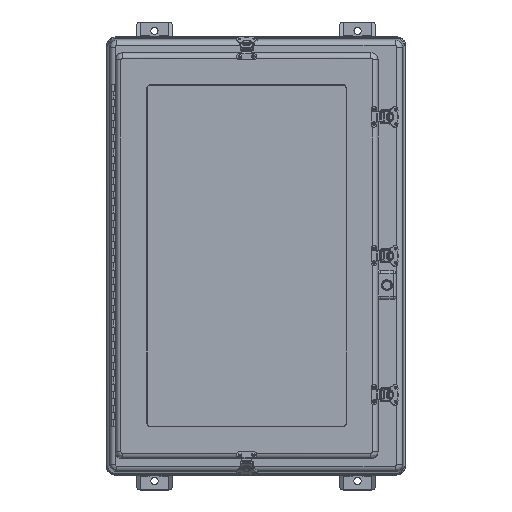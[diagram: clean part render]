
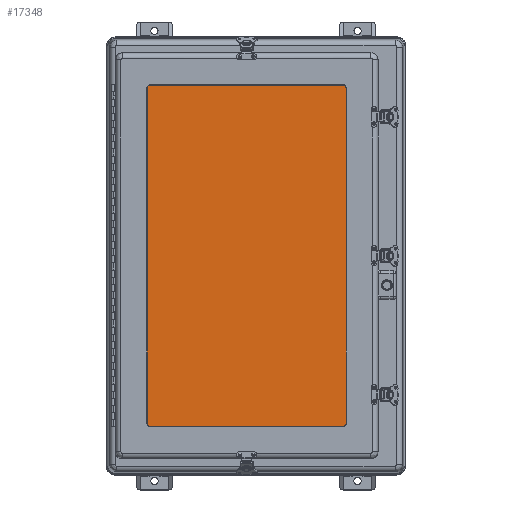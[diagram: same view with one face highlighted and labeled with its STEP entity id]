
A CAD part, top view. The second image highlights one B-rep face of the part: STEP entity #17348.
In plain terms, the highlighted planar face has unit normal (0, 0, 1).
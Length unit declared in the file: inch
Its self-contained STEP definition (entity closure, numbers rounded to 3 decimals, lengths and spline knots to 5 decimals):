
#1675=LINE($,#32924,#3007);
#1679=LINE($,#32933,#3011);
#1694=LINE($,#32974,#3026);
#1696=LINE($,#32981,#3028);
#3007=VECTOR($,#23238,23.5);
#3011=VECTOR($,#23248,13.5);
#3026=VECTOR($,#23295,23.5);
#3028=VECTOR($,#23303,13.5);
#3655=PLANE($,#18995);
#4859=FACE_OUTER_BOUND($,#6163,.T.);
#6163=EDGE_LOOP($,(#14927,#14928,#14929,#14930,#14931,#14932,#14933,#14934));
#7102=CIRCLE($,#18972,0.23);
#7103=CIRCLE($,#18975,0.23);
#7108=CIRCLE($,#18991,0.23);
#7109=CIRCLE($,#18994,0.23);
#8579=VERTEX_POINT($,#32921);
#8580=VERTEX_POINT($,#32923);
#8581=VERTEX_POINT($,#32927);
#8582=VERTEX_POINT($,#32931);
#8583=VERTEX_POINT($,#32935);
#8592=VERTEX_POINT($,#32972);
#8593=VERTEX_POINT($,#32976);
#8594=VERTEX_POINT($,#32980);
#10744=EDGE_CURVE($,#8579,#8580,#1675,.T.);
#10747=EDGE_CURVE($,#8581,#8579,#7102,.T.);
#10749=EDGE_CURVE($,#8582,#8581,#1679,.T.);
#10751=EDGE_CURVE($,#8583,#8582,#7103,.T.);
#10769=EDGE_CURVE($,#8592,#8583,#1694,.T.);
#10770=EDGE_CURVE($,#8580,#8593,#7108,.T.);
#10772=EDGE_CURVE($,#8593,#8594,#1696,.T.);
#10774=EDGE_CURVE($,#8594,#8592,#7109,.T.);
#14927=ORIENTED_EDGE($,*,*,#10769,.F.);
#14928=ORIENTED_EDGE($,*,*,#10774,.F.);
#14929=ORIENTED_EDGE($,*,*,#10772,.F.);
#14930=ORIENTED_EDGE($,*,*,#10770,.F.);
#14931=ORIENTED_EDGE($,*,*,#10744,.F.);
#14932=ORIENTED_EDGE($,*,*,#10747,.F.);
#14933=ORIENTED_EDGE($,*,*,#10749,.F.);
#14934=ORIENTED_EDGE($,*,*,#10751,.F.);
#17348=ADVANCED_FACE($,(#4859),#3655,.T.);
#18972=AXIS2_PLACEMENT_3D($,#32929,#23243,#23244);
#18975=AXIS2_PLACEMENT_3D($,#32937,#23252,#23253);
#18991=AXIS2_PLACEMENT_3D($,#32977,#23298,#23299);
#18994=AXIS2_PLACEMENT_3D($,#32984,#23307,#23308);
#18995=AXIS2_PLACEMENT_3D($,#32985,#23309,#23310);
#23238=DIRECTION($,(-1.,0.,0.));
#23243=DIRECTION('center_axis',(0.,0.,-1.));
#23244=DIRECTION('ref_axis',(0.,-1.,0.));
#23248=DIRECTION($,(0.,-1.,0.));
#23252=DIRECTION('center_axis',(0.,0.,-1.));
#23253=DIRECTION('ref_axis',(1.,0.,0.));
#23295=DIRECTION($,(1.,0.,0.));
#23298=DIRECTION('center_axis',(0.,0.,-1.));
#23299=DIRECTION('ref_axis',(-1.,0.,0.));
#23303=DIRECTION($,(0.,1.,0.));
#23307=DIRECTION('center_axis',(0.,0.,-1.));
#23308=DIRECTION('ref_axis',(0.,1.,0.));
#23309=DIRECTION('center_axis',(0.,0.,1.));
#23310=DIRECTION('ref_axis',(1.,0.,0.));
#32921=CARTESIAN_POINT('',(11.75,-6.98,0.094));
#32923=CARTESIAN_POINT('',(-11.75,-6.98,0.094));
#32924=CARTESIAN_POINT($,(11.75,-6.98,0.094));
#32927=CARTESIAN_POINT('',(11.98,-6.75,0.094));
#32929=CARTESIAN_POINT('Origin',(11.75,-6.75,0.094));
#32931=CARTESIAN_POINT('',(11.98,6.75,0.094));
#32933=CARTESIAN_POINT($,(11.98,6.75,0.094));
#32935=CARTESIAN_POINT('',(11.75,6.98,0.094));
#32937=CARTESIAN_POINT('Origin',(11.75,6.75,0.094));
#32972=CARTESIAN_POINT('',(-11.75,6.98,0.094));
#32974=CARTESIAN_POINT($,(-11.75,6.98,0.094));
#32976=CARTESIAN_POINT('',(-11.98,-6.75,0.094));
#32977=CARTESIAN_POINT('Origin',(-11.75,-6.75,0.094));
#32980=CARTESIAN_POINT('',(-11.98,6.75,0.094));
#32981=CARTESIAN_POINT($,(-11.98,-6.75,0.094));
#32984=CARTESIAN_POINT('Origin',(-11.75,6.75,0.094));
#32985=CARTESIAN_POINT('Origin',(0.,0.,0.094));
